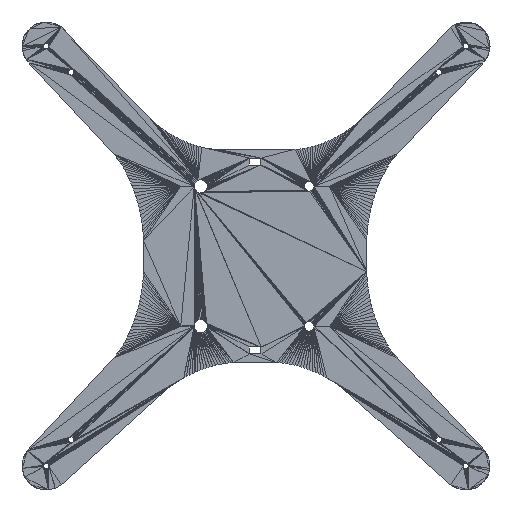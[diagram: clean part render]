
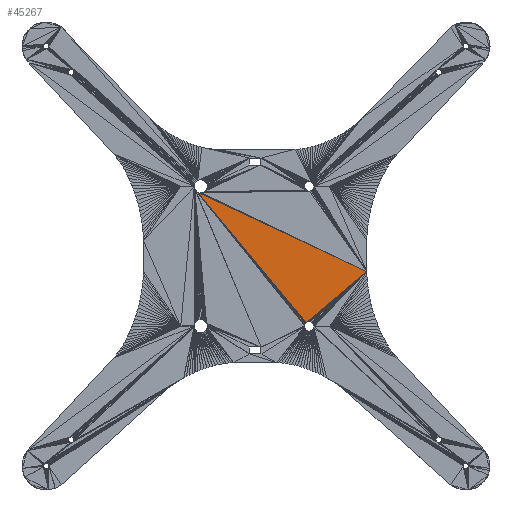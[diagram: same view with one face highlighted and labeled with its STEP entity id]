
A CAD part, top view. The second image highlights one B-rep face of the part: STEP entity #45267.
In plain terms, the highlighted planar face has unit normal (0, 0, 1).
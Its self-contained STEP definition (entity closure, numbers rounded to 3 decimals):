
#44320 = VERTEX_POINT('',#44321);
#44321 = CARTESIAN_POINT('',(763.694,177.944,
    -49.674));
#45175 = PLANE('',#45176);
#45176 = AXIS2_PLACEMENT_3D('',#45177,#45178,#45179);
#45177 = CARTESIAN_POINT('',(746.368,163.352,
    -49.674));
#45178 = DIRECTION('',(0.,0.,1.));
#45179 = DIRECTION('',(0.,1.,0.));
#45215 = EDGE_CURVE('',#44320,#45216,#45218,.T.);
#45216 = VERTEX_POINT('',#45217);
#45217 = CARTESIAN_POINT('',(729.024,148.784,
    -49.674));
#45218 = SURFACE_CURVE('',#45219,(#45223,#45230),.PCURVE_S1.);
#45219 = LINE('',#45220,#45221);
#45220 = CARTESIAN_POINT('',(763.694,177.944,
    -49.674));
#45221 = VECTOR('',#45222,1.);
#45222 = DIRECTION('',(-0.765,-0.644,0.));
#45223 = PCURVE('',#45175,#45224);
#45224 = DEFINITIONAL_REPRESENTATION('',(#45225),#45229);
#45225 = LINE('',#45226,#45227);
#45226 = CARTESIAN_POINT('',(14.592,-17.326));
#45227 = VECTOR('',#45228,1.);
#45228 = DIRECTION('',(-0.644,0.765));
#45229 = ( GEOMETRIC_REPRESENTATION_CONTEXT(2) 
PARAMETRIC_REPRESENTATION_CONTEXT() REPRESENTATION_CONTEXT('2D SPACE',''
  ) );
#45230 = PCURVE('',#45231,#45236);
#45231 = PLANE('',#45232);
#45232 = AXIS2_PLACEMENT_3D('',#45233,#45234,#45235);
#45233 = CARTESIAN_POINT('',(714.238,188.194,
    -49.674));
#45234 = DIRECTION('',(0.,0.,1.));
#45235 = DIRECTION('',(1.,0.,0.));
#45236 = DEFINITIONAL_REPRESENTATION('',(#45237),#45240);
#45237 = B_SPLINE_CURVE_WITH_KNOTS('',1,(#45238,#45239),.UNSPECIFIED.,
  .F.,.F.,(2,2),(0.,45.302),.PIECEWISE_BEZIER_KNOTS.);
#45238 = CARTESIAN_POINT('',(49.456,-10.251));
#45239 = CARTESIAN_POINT('',(14.786,-39.411));
#45240 = ( GEOMETRIC_REPRESENTATION_CONTEXT(2) 
PARAMETRIC_REPRESENTATION_CONTEXT() REPRESENTATION_CONTEXT('2D SPACE',''
  ) );
#45267 = ADVANCED_FACE('',(#45268),#45231,.T.);
#45268 = FACE_BOUND('',#45269,.T.);
#45269 = EDGE_LOOP('',(#45270,#45297,#45298));
#45270 = ORIENTED_EDGE('',*,*,#45271,.T.);
#45271 = EDGE_CURVE('',#45272,#45216,#45274,.T.);
#45272 = VERTEX_POINT('',#45273);
#45273 = CARTESIAN_POINT('',(667.003,223.36,
    -49.674));
#45274 = SURFACE_CURVE('',#45275,(#45279,#45286),.PCURVE_S1.);
#45275 = LINE('',#45276,#45277);
#45276 = CARTESIAN_POINT('',(667.003,223.36,
    -49.674));
#45277 = VECTOR('',#45278,1.);
#45278 = DIRECTION('',(0.639,-0.769,0.));
#45279 = PCURVE('',#45231,#45280);
#45280 = DEFINITIONAL_REPRESENTATION('',(#45281),#45285);
#45281 = LINE('',#45282,#45283);
#45282 = CARTESIAN_POINT('',(-47.236,35.165));
#45283 = VECTOR('',#45284,1.);
#45284 = DIRECTION('',(0.639,-0.769));
#45285 = ( GEOMETRIC_REPRESENTATION_CONTEXT(2) 
PARAMETRIC_REPRESENTATION_CONTEXT() REPRESENTATION_CONTEXT('2D SPACE',''
  ) );
#45286 = PCURVE('',#45287,#45292);
#45287 = PLANE('',#45288);
#45288 = AXIS2_PLACEMENT_3D('',#45289,#45290,#45291);
#45289 = CARTESIAN_POINT('',(697.743,186.315,
    -49.674));
#45290 = DIRECTION('',(0.,0.,1.));
#45291 = DIRECTION('',(1.,0.,0.));
#45292 = DEFINITIONAL_REPRESENTATION('',(#45293),#45296);
#45293 = B_SPLINE_CURVE_WITH_KNOTS('',1,(#45294,#45295),.UNSPECIFIED.,
  .F.,.F.,(2,2),(0.,96.996),.PIECEWISE_BEZIER_KNOTS.);
#45294 = CARTESIAN_POINT('',(-30.74,37.045));
#45295 = CARTESIAN_POINT('',(31.282,-37.531));
#45296 = ( GEOMETRIC_REPRESENTATION_CONTEXT(2) 
PARAMETRIC_REPRESENTATION_CONTEXT() REPRESENTATION_CONTEXT('2D SPACE',''
  ) );
#45297 = ORIENTED_EDGE('',*,*,#45215,.F.);
#45298 = ORIENTED_EDGE('',*,*,#45299,.F.);
#45299 = EDGE_CURVE('',#45272,#44320,#45300,.T.);
#45300 = SURFACE_CURVE('',#45301,(#45305,#45311),.PCURVE_S1.);
#45301 = LINE('',#45302,#45303);
#45302 = CARTESIAN_POINT('',(667.003,223.36,
    -49.674));
#45303 = VECTOR('',#45304,1.);
#45304 = DIRECTION('',(0.905,-0.425,0.));
#45305 = PCURVE('',#45231,#45306);
#45306 = DEFINITIONAL_REPRESENTATION('',(#45307),#45310);
#45307 = B_SPLINE_CURVE_WITH_KNOTS('',1,(#45308,#45309),.UNSPECIFIED.,
  .F.,.F.,(2,2),(0.,106.826),.PIECEWISE_BEZIER_KNOTS.);
#45308 = CARTESIAN_POINT('',(-47.236,35.165));
#45309 = CARTESIAN_POINT('',(49.456,-10.251));
#45310 = ( GEOMETRIC_REPRESENTATION_CONTEXT(2) 
PARAMETRIC_REPRESENTATION_CONTEXT() REPRESENTATION_CONTEXT('2D SPACE',''
  ) );
#45311 = PCURVE('',#45312,#45317);
#45312 = PLANE('',#45313);
#45313 = AXIS2_PLACEMENT_3D('',#45314,#45315,#45316);
#45314 = CARTESIAN_POINT('',(715.352,200.659,
    -49.674));
#45315 = DIRECTION('',(0.,0.,1.));
#45316 = DIRECTION('',(1.,0.,0.));
#45317 = DEFINITIONAL_REPRESENTATION('',(#45318),#45322);
#45318 = LINE('',#45319,#45320);
#45319 = CARTESIAN_POINT('',(-48.349,22.7));
#45320 = VECTOR('',#45321,1.);
#45321 = DIRECTION('',(0.905,-0.425));
#45322 = ( GEOMETRIC_REPRESENTATION_CONTEXT(2) 
PARAMETRIC_REPRESENTATION_CONTEXT() REPRESENTATION_CONTEXT('2D SPACE',''
  ) );
